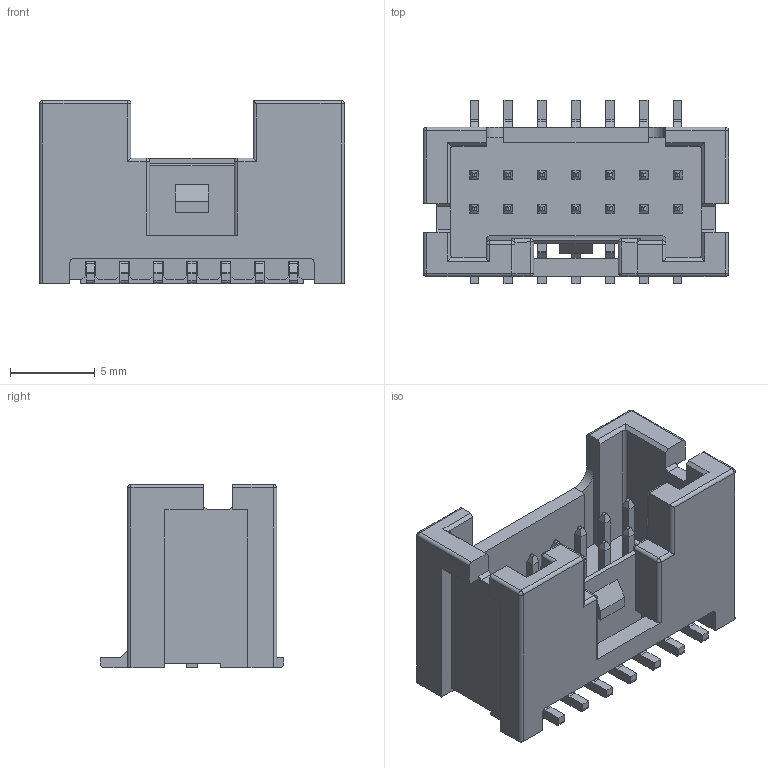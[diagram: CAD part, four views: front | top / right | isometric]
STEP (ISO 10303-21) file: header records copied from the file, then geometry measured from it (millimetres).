
FILE_DESCRIPTION( ('This file contains a STEP AP42 implementation' ,'as created by ZW3D STEP Interface translator.') ,'2;1' );
FILE_NAME( 'WF2013-2WMXXER1.stp' ,'24 325.1654 7', (''), ('ZWCAD Software Co.'), 'Version 1.0', 'ZW3D to STEP translator', '' );
FILE_SCHEMA(('AUTOMOTIVE_DESIGN { 1 0 10303 214 1 1 1 1 }'));
Length unit declared in the file: millimetre
Products named in the file (2): 0; WF2013-2WM07ER1
Bounding box: 18 x 10.8 x 10.8 mm (x, y, z)
Surface area: 1752.9 mm2 (no closed solid volume)
Topology: 0 solids, 1 shells, 1044 faces, 2954 edges, 1879 vertices
Faces by surface type: plane 760, cylinder 272, sphere 12
Entity records: 34744 total; most frequent: CARTESIAN_POINT 6415, ORIENTED_EDGE 5920, DIRECTION 5388, EDGE_CURVE 2950, VECTOR 2332, LINE 2332, VERTEX_POINT 1879, AXIS2_PLACEMENT_3D 1528
